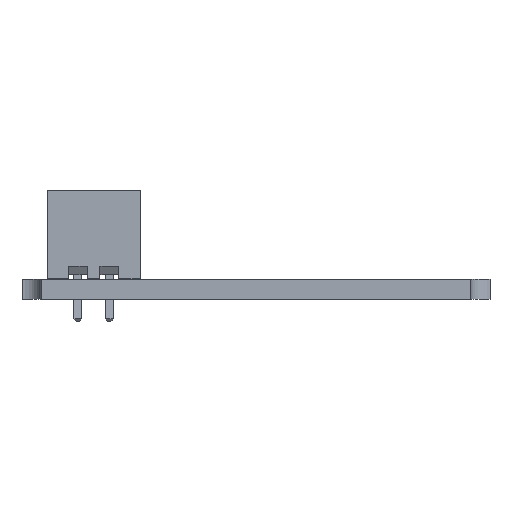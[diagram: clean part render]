
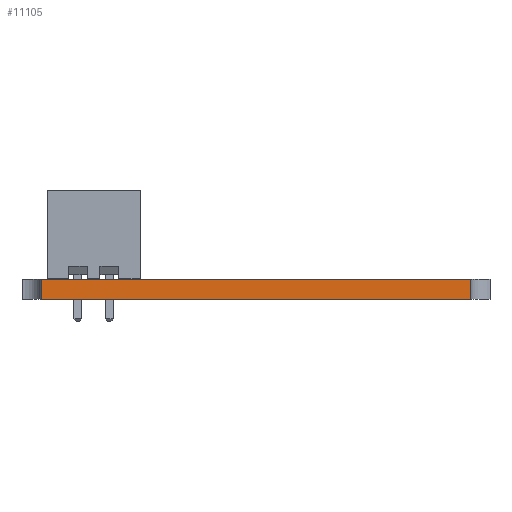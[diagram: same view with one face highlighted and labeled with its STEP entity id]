
A CAD part, front view. The second image highlights one B-rep face of the part: STEP entity #11105.
In plain terms, the highlighted planar face has unit normal (0, -1, 0).
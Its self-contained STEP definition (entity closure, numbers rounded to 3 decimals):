
#6472 = CYLINDRICAL_SURFACE('',#6473,1.524);
#6473 = AXIS2_PLACEMENT_3D('',#6474,#6475,#6476);
#6474 = CARTESIAN_POINT('',(143.51,-120.523,0.));
#6475 = DIRECTION('',(-0.,-0.,-1.));
#6476 = DIRECTION('',(1.,0.,-0.));
#6500 = PLANE('',#6501);
#6501 = AXIS2_PLACEMENT_3D('',#6502,#6503,#6504);
#6502 = CARTESIAN_POINT('',(162.116,-94.425,1.6));
#6503 = DIRECTION('',(-0.,-0.,-1.));
#6504 = DIRECTION('',(-1.,0.,0.));
#6554 = PLANE('',#6555);
#6555 = AXIS2_PLACEMENT_3D('',#6556,#6557,#6558);
#6556 = CARTESIAN_POINT('',(162.116,-94.425,0.));
#6557 = DIRECTION('',(-0.,-0.,-1.));
#6558 = DIRECTION('',(-1.,0.,0.));
#6569 = EDGE_CURVE('',#6570,#6572,#6574,.T.);
#6570 = VERTEX_POINT('',#6571);
#6571 = CARTESIAN_POINT('',(145.034,-120.523,0.));
#6572 = VERTEX_POINT('',#6573);
#6573 = CARTESIAN_POINT('',(145.034,-120.523,1.6));
#6574 = SURFACE_CURVE('',#6575,(#6579,#6586),.PCURVE_S1.);
#6575 = LINE('',#6576,#6577);
#6576 = CARTESIAN_POINT('',(145.034,-120.523,0.));
#6577 = VECTOR('',#6578,1.);
#6578 = DIRECTION('',(0.,0.,1.));
#6579 = PCURVE('',#6472,#6580);
#6580 = DEFINITIONAL_REPRESENTATION('',(#6581),#6585);
#6581 = LINE('',#6582,#6583);
#6582 = CARTESIAN_POINT('',(-0.,0.));
#6583 = VECTOR('',#6584,1.);
#6584 = DIRECTION('',(-0.,-1.));
#6585 = ( GEOMETRIC_REPRESENTATION_CONTEXT(2) 
PARAMETRIC_REPRESENTATION_CONTEXT() REPRESENTATION_CONTEXT('2D SPACE',''
  ) );
#6586 = PCURVE('',#6587,#6592);
#6587 = PLANE('',#6588);
#6588 = AXIS2_PLACEMENT_3D('',#6589,#6590,#6591);
#6589 = CARTESIAN_POINT('',(179.197,-120.523,0.));
#6590 = DIRECTION('',(0.,-1.,0.));
#6591 = DIRECTION('',(-1.,0.,0.));
#6592 = DEFINITIONAL_REPRESENTATION('',(#6593),#6597);
#6593 = LINE('',#6594,#6595);
#6594 = CARTESIAN_POINT('',(34.163,0.));
#6595 = VECTOR('',#6596,1.);
#6596 = DIRECTION('',(0.,-1.));
#6597 = ( GEOMETRIC_REPRESENTATION_CONTEXT(2) 
PARAMETRIC_REPRESENTATION_CONTEXT() REPRESENTATION_CONTEXT('2D SPACE',''
  ) );
#6828 = VERTEX_POINT('',#6829);
#6829 = CARTESIAN_POINT('',(179.197,-120.523,0.));
#6848 = CYLINDRICAL_SURFACE('',#6849,1.524);
#6849 = AXIS2_PLACEMENT_3D('',#6850,#6851,#6852);
#6850 = CARTESIAN_POINT('',(180.721,-120.523,0.));
#6851 = DIRECTION('',(-0.,-0.,-1.));
#6852 = DIRECTION('',(1.,0.,-0.));
#6860 = EDGE_CURVE('',#6828,#6570,#6861,.T.);
#6861 = SURFACE_CURVE('',#6862,(#6866,#6873),.PCURVE_S1.);
#6862 = LINE('',#6863,#6864);
#6863 = CARTESIAN_POINT('',(179.197,-120.523,0.));
#6864 = VECTOR('',#6865,1.);
#6865 = DIRECTION('',(-1.,0.,0.));
#6866 = PCURVE('',#6554,#6867);
#6867 = DEFINITIONAL_REPRESENTATION('',(#6868),#6872);
#6868 = LINE('',#6869,#6870);
#6869 = CARTESIAN_POINT('',(-17.082,-26.099));
#6870 = VECTOR('',#6871,1.);
#6871 = DIRECTION('',(1.,0.));
#6872 = ( GEOMETRIC_REPRESENTATION_CONTEXT(2) 
PARAMETRIC_REPRESENTATION_CONTEXT() REPRESENTATION_CONTEXT('2D SPACE',''
  ) );
#6873 = PCURVE('',#6587,#6874);
#6874 = DEFINITIONAL_REPRESENTATION('',(#6875),#6879);
#6875 = LINE('',#6876,#6877);
#6876 = CARTESIAN_POINT('',(0.,-0.));
#6877 = VECTOR('',#6878,1.);
#6878 = DIRECTION('',(1.,0.));
#6879 = ( GEOMETRIC_REPRESENTATION_CONTEXT(2) 
PARAMETRIC_REPRESENTATION_CONTEXT() REPRESENTATION_CONTEXT('2D SPACE',''
  ) );
#9167 = VERTEX_POINT('',#9168);
#9168 = CARTESIAN_POINT('',(179.197,-120.523,1.6));
#9194 = EDGE_CURVE('',#9167,#6572,#9195,.T.);
#9195 = SURFACE_CURVE('',#9196,(#9200,#9207),.PCURVE_S1.);
#9196 = LINE('',#9197,#9198);
#9197 = CARTESIAN_POINT('',(179.197,-120.523,1.6));
#9198 = VECTOR('',#9199,1.);
#9199 = DIRECTION('',(-1.,0.,0.));
#9200 = PCURVE('',#6500,#9201);
#9201 = DEFINITIONAL_REPRESENTATION('',(#9202),#9206);
#9202 = LINE('',#9203,#9204);
#9203 = CARTESIAN_POINT('',(-17.082,-26.099));
#9204 = VECTOR('',#9205,1.);
#9205 = DIRECTION('',(1.,0.));
#9206 = ( GEOMETRIC_REPRESENTATION_CONTEXT(2) 
PARAMETRIC_REPRESENTATION_CONTEXT() REPRESENTATION_CONTEXT('2D SPACE',''
  ) );
#9207 = PCURVE('',#6587,#9208);
#9208 = DEFINITIONAL_REPRESENTATION('',(#9209),#9213);
#9209 = LINE('',#9210,#9211);
#9210 = CARTESIAN_POINT('',(0.,-1.6));
#9211 = VECTOR('',#9212,1.);
#9212 = DIRECTION('',(1.,0.));
#9213 = ( GEOMETRIC_REPRESENTATION_CONTEXT(2) 
PARAMETRIC_REPRESENTATION_CONTEXT() REPRESENTATION_CONTEXT('2D SPACE',''
  ) );
#11105 = ADVANCED_FACE('',(#11106),#6587,.T.);
#11106 = FACE_BOUND('',#11107,.T.);
#11107 = EDGE_LOOP('',(#11108,#11129,#11130,#11131));
#11108 = ORIENTED_EDGE('',*,*,#11109,.T.);
#11109 = EDGE_CURVE('',#6828,#9167,#11110,.T.);
#11110 = SURFACE_CURVE('',#11111,(#11115,#11122),.PCURVE_S1.);
#11111 = LINE('',#11112,#11113);
#11112 = CARTESIAN_POINT('',(179.197,-120.523,0.));
#11113 = VECTOR('',#11114,1.);
#11114 = DIRECTION('',(0.,0.,1.));
#11115 = PCURVE('',#6587,#11116);
#11116 = DEFINITIONAL_REPRESENTATION('',(#11117),#11121);
#11117 = LINE('',#11118,#11119);
#11118 = CARTESIAN_POINT('',(0.,-0.));
#11119 = VECTOR('',#11120,1.);
#11120 = DIRECTION('',(0.,-1.));
#11121 = ( GEOMETRIC_REPRESENTATION_CONTEXT(2) 
PARAMETRIC_REPRESENTATION_CONTEXT() REPRESENTATION_CONTEXT('2D SPACE',''
  ) );
#11122 = PCURVE('',#6848,#11123);
#11123 = DEFINITIONAL_REPRESENTATION('',(#11124),#11128);
#11124 = LINE('',#11125,#11126);
#11125 = CARTESIAN_POINT('',(-3.142,0.));
#11126 = VECTOR('',#11127,1.);
#11127 = DIRECTION('',(-0.,-1.));
#11128 = ( GEOMETRIC_REPRESENTATION_CONTEXT(2) 
PARAMETRIC_REPRESENTATION_CONTEXT() REPRESENTATION_CONTEXT('2D SPACE',''
  ) );
#11129 = ORIENTED_EDGE('',*,*,#9194,.T.);
#11130 = ORIENTED_EDGE('',*,*,#6569,.F.);
#11131 = ORIENTED_EDGE('',*,*,#6860,.F.);
